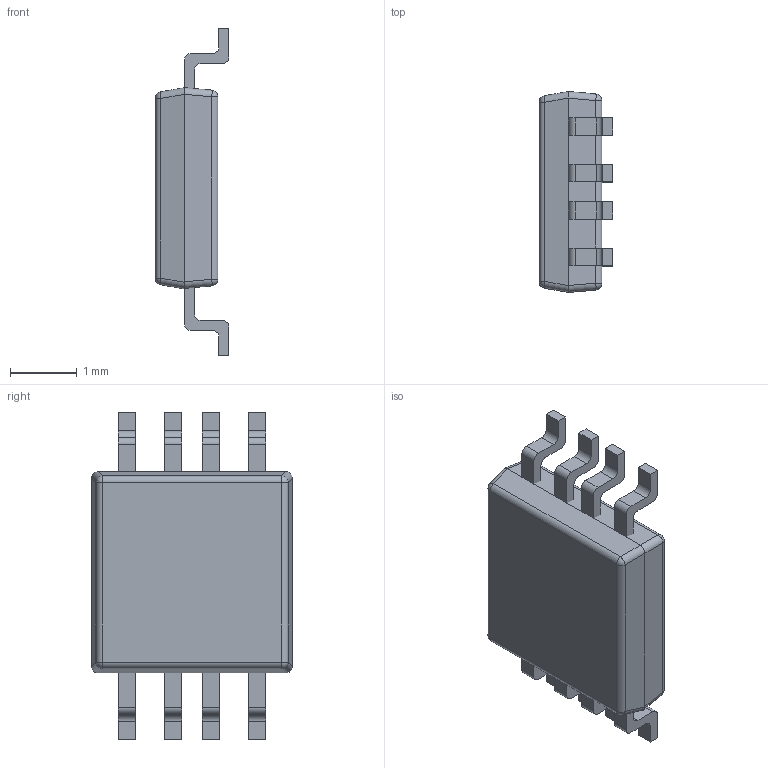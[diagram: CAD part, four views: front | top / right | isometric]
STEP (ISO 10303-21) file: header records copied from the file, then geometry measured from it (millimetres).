
FILE_DESCRIPTION(/* description */ ('Unknown'),/* implementation_level */ '2;1');
FILE_NAME(/* name */ 'MSOP-8',/* time_stamp */ '2021-09-17T09:06:15+08:00',/* author */ ('Unknown'),/* organization */ ('Unknown'),/* preprocessor_version */ 'ST-DEVELOPER v16.7',/* originating_system */ 'DEX',/* authorisation */ $);
FILE_SCHEMA (('AUTOMOTIVE_DESIGN {1 0 10303 214 3 1 1}'));
Length unit declared in the file: millimetre
Products named in the file (3): MSOP-8; Msop-8 LF; Msop-8 Compound
Assembly tree (2 placements, depth 2):
  MSOP-8
    Msop-8 LF
    Msop-8 Compound
Bounding box: 1.1 x 3 x 4.9 mm (x, y, z)
Volume: 9.4 mm3; surface area: 50.4 mm2
Topology: 10 solids, 10 shells, 189 faces, 489 edges, 312 vertices
Faces by surface type: plane 129, cylinder 52, sphere 8
Entity records: 5769 total; most frequent: CARTESIAN_POINT 985, DIRECTION 971, ORIENTED_EDGE 962, EDGE_CURVE 481, LINE 375, VECTOR 375, VERTEX_POINT 312, AXIS2_PLACEMENT_3D 298
